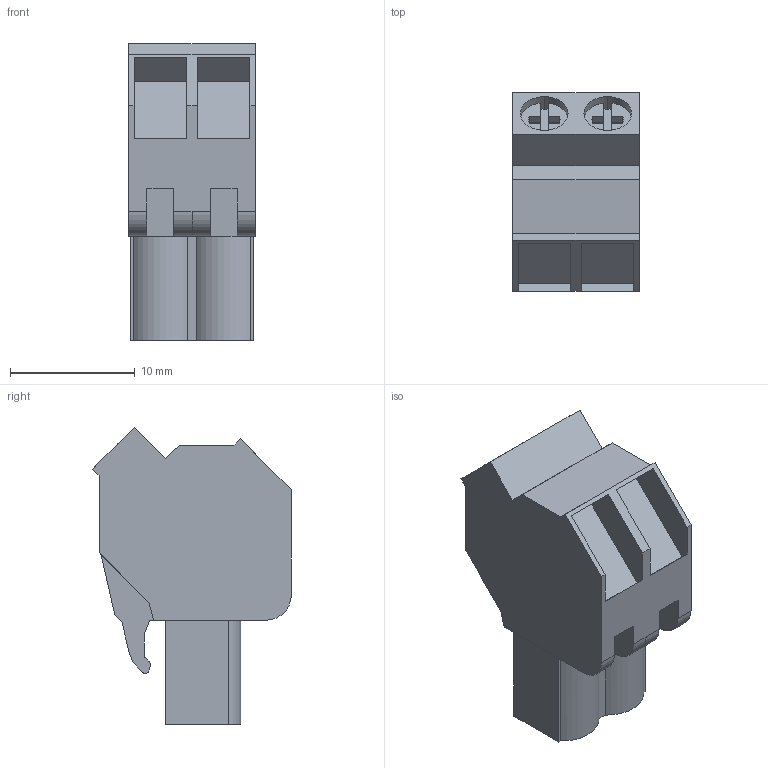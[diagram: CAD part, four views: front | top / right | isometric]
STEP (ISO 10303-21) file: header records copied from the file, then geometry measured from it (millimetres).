
FILE_DESCRIPTION(('CATIA V5 STEP Exchange','CAx-IF Rec.Pracs.--- Model Styling and Organization---1.2---2011-12-15'),'2;1');
FILE_NAME ('D1460054_0_1946250000_1946250000.stp','2017-09-23T15:24:10+00:00',('none'),('Weidmueller'),'CATIA Version 5-6 Release 2014','CATIA V5 STEP AP214','none');
FILE_SCHEMA(('AUTOMOTIVE_DESIGN { 1 0 10303 214 1 1 1 1 }'));
Length unit declared in the file: millimetre
Products named in the file (1): 1946250000
Bounding box: 10.16 x 15.88 x 23.77 mm (x, y, z)
Volume: 2216.3 mm3; surface area: 1614.8 mm2
Topology: 3 solids, 3 shells, 132 faces, 366 edges, 245 vertices
Faces by surface type: plane 102, cylinder 26, extrusion 4
Entity records: 4094 total; most frequent: CARTESIAN_POINT 801, ORIENTED_EDGE 732, DIRECTION 564, EDGE_CURVE 366, VECTOR 307, LINE 303, VERTEX_POINT 245, AXIS2_PLACEMENT_3D 158
